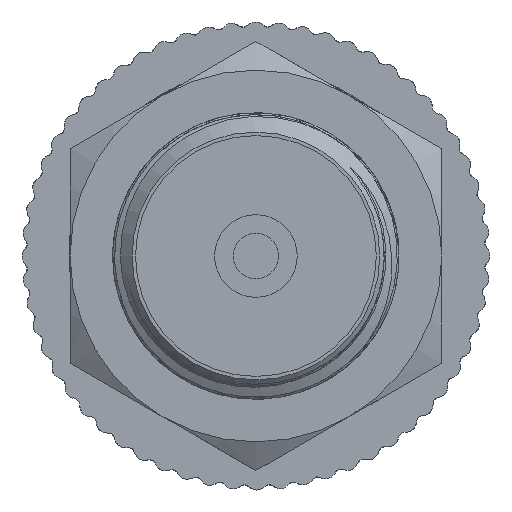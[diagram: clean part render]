
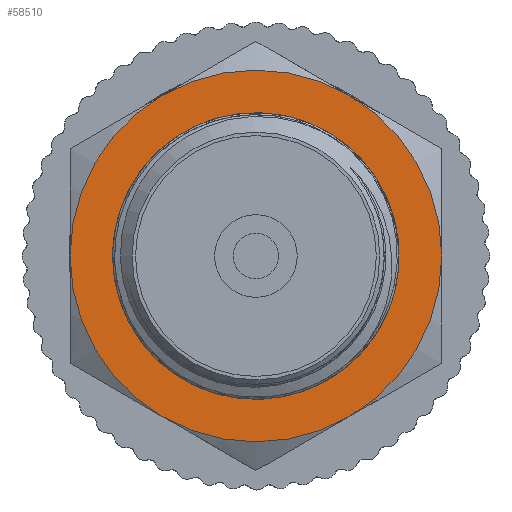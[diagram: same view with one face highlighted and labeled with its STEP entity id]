
A CAD part, left-side view. The second image highlights one B-rep face of the part: STEP entity #58510.
In plain terms, the highlighted face is planar.
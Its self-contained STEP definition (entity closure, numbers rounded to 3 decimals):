
#4458=FACE_BOUND('',#15316,.T.);
#7606=PLANE('',#66244);
#11395=FACE_OUTER_BOUND('',#15315,.T.);
#15315=EDGE_LOOP('',(#54361));
#15316=EDGE_LOOP('',(#54362));
#16052=CIRCLE('',#66243,13.5);
#16053=CIRCLE('',#66245,10.);
#27868=VERTEX_POINT('',#133142);
#27869=VERTEX_POINT('',#133146);
#36703=EDGE_CURVE('',#27868,#27868,#16052,.T.);
#36705=EDGE_CURVE('',#27869,#27869,#16053,.T.);
#54361=ORIENTED_EDGE('',*,*,#36703,.T.);
#54362=ORIENTED_EDGE('',*,*,#36705,.F.);
#58510=ADVANCED_FACE('',(#11395,#4458),#7606,.T.);
#66243=AXIS2_PLACEMENT_3D('',#133143,#84005,#84006);
#66244=AXIS2_PLACEMENT_3D('',#133145,#84008,#84009);
#66245=AXIS2_PLACEMENT_3D('',#133147,#84010,#84011);
#84005=DIRECTION('center_axis',(1.,0.,0.));
#84006=DIRECTION('ref_axis',(0.,0.,-1.));
#84008=DIRECTION('center_axis',(1.,0.,0.));
#84009=DIRECTION('ref_axis',(0.,0.,-1.));
#84010=DIRECTION('center_axis',(1.,0.,0.));
#84011=DIRECTION('ref_axis',(0.,0.,-1.));
#133142=CARTESIAN_POINT('',(-17.,-13.5,0.));
#133143=CARTESIAN_POINT('Origin',(-17.,0.,0.));
#133145=CARTESIAN_POINT('Origin',(-17.,10.,0.));
#133146=CARTESIAN_POINT('',(-17.,0.,10.));
#133147=CARTESIAN_POINT('Origin',(-17.,0.,0.));
